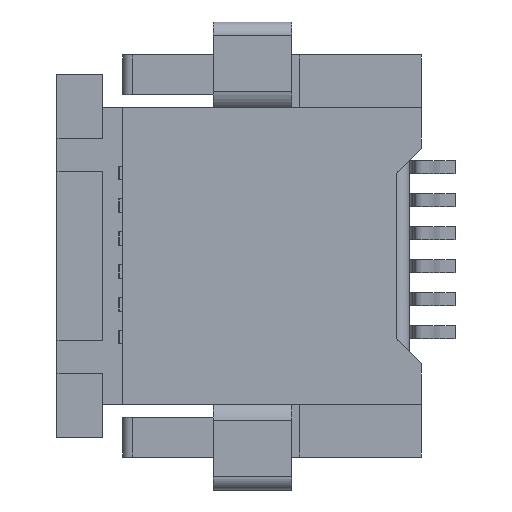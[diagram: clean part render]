
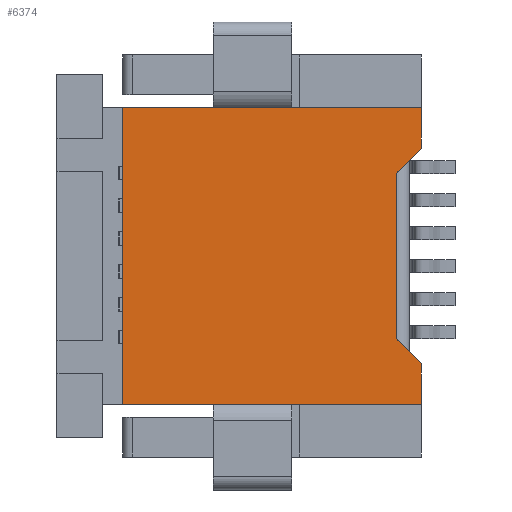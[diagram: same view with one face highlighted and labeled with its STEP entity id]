
A CAD part, front view. The second image highlights one B-rep face of the part: STEP entity #6374.
In plain terms, the highlighted planar face has unit normal (0, -1, 0).
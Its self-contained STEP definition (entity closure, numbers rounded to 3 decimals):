
#331 = VERTEX_POINT ( 'NONE', #1271 ) ;
#494 = VERTEX_POINT ( 'NONE', #4079 ) ;
#841 = VECTOR ( 'NONE', #5106, 1000. ) ;
#848 = DIRECTION ( 'NONE',  ( -0.707, 0., -0.707 ) ) ;
#1046 = ORIENTED_EDGE ( 'NONE', *, *, #2557, .F. ) ;
#1115 = DIRECTION ( 'NONE',  ( 1., 0., 0. ) ) ;
#1138 = LINE ( 'NONE', #3154, #841 ) ;
#1186 = LINE ( 'NONE', #3581, #2127 ) ;
#1271 = CARTESIAN_POINT ( 'NONE',  ( 5.188, 0.06, -4.304 ) ) ;
#1294 = VECTOR ( 'NONE', #6301, 1000. ) ;
#1352 = ORIENTED_EDGE ( 'NONE', *, *, #2288, .T. ) ;
#1358 = VERTEX_POINT ( 'NONE', #5100 ) ;
#1379 = LINE ( 'NONE', #2343, #1294 ) ;
#1508 = EDGE_CURVE ( 'NONE', #1358, #5124, #5993, .T. ) ;
#1711 = VECTOR ( 'NONE', #5533, 1000. ) ;
#1749 = LINE ( 'NONE', #6181, #5016 ) ;
#1756 = ORIENTED_EDGE ( 'NONE', *, *, #1508, .F. ) ;
#1872 = LINE ( 'NONE', #4767, #4896 ) ;
#2127 = VECTOR ( 'NONE', #1115, 1000. ) ;
#2288 = EDGE_CURVE ( 'NONE', #2752, #331, #2578, .T. ) ;
#2343 = CARTESIAN_POINT ( 'NONE',  ( 5.188, 0.06, -3.05 ) ) ;
#2364 = EDGE_LOOP ( 'NONE', ( #1352, #4094, #1046, #1756, #2450, #6148, #5691, #5012 ) ) ;
#2450 = ORIENTED_EDGE ( 'NONE', *, *, #6425, .F. ) ;
#2508 = DIRECTION ( 'NONE',  ( 0., 1., 0. ) ) ;
#2557 = EDGE_CURVE ( 'NONE', #5124, #2707, #1872, .T. ) ;
#2578 = LINE ( 'NONE', #6018, #1711 ) ;
#2707 = VERTEX_POINT ( 'NONE', #6346 ) ;
#2752 = VERTEX_POINT ( 'NONE', #5036 ) ;
#2793 = CARTESIAN_POINT ( 'NONE',  ( 5.571, 0.06, -0.8 ) ) ;
#2796 = EDGE_CURVE ( 'NONE', #6222, #4752, #4354, .T. ) ;
#3000 = DIRECTION ( 'NONE',  ( 0., 0., 1. ) ) ;
#3154 = CARTESIAN_POINT ( 'NONE',  ( 5.571, 0.06, -5.3 ) ) ;
#3253 = CARTESIAN_POINT ( 'NONE',  ( 5.571, 0.06, -1.413 ) ) ;
#3263 = DIRECTION ( 'NONE',  ( 1., 0., 0. ) ) ;
#3277 = DIRECTION ( 'NONE',  ( 0., 0., -1. ) ) ;
#3425 = AXIS2_PLACEMENT_3D ( 'NONE', #5477, #2508, #5948 ) ;
#3581 = CARTESIAN_POINT ( 'NONE',  ( 0.729, 0.06, -0.8 ) ) ;
#3957 = PLANE ( 'NONE',  #3425 ) ;
#4079 = CARTESIAN_POINT ( 'NONE',  ( 5.571, 0.06, -5.3 ) ) ;
#4094 = ORIENTED_EDGE ( 'NONE', *, *, #4783, .T. ) ;
#4354 = LINE ( 'NONE', #6010, #5593 ) ;
#4492 = EDGE_CURVE ( 'NONE', #494, #2752, #1138, .T. ) ;
#4717 = EDGE_CURVE ( 'NONE', #6222, #494, #1749, .T. ) ;
#4752 = VERTEX_POINT ( 'NONE', #5294 ) ;
#4767 = CARTESIAN_POINT ( 'NONE',  ( 5.571, 0.06, -1.413 ) ) ;
#4783 = EDGE_CURVE ( 'NONE', #331, #2707, #1379, .T. ) ;
#4896 = VECTOR ( 'NONE', #848, 1000. ) ;
#5012 = ORIENTED_EDGE ( 'NONE', *, *, #4492, .T. ) ;
#5016 = VECTOR ( 'NONE', #3263, 1000. ) ;
#5036 = CARTESIAN_POINT ( 'NONE',  ( 5.571, 0.06, -4.687 ) ) ;
#5100 = CARTESIAN_POINT ( 'NONE',  ( 5.571, 0.06, -0.8 ) ) ;
#5106 = DIRECTION ( 'NONE',  ( 0., 0., 1. ) ) ;
#5124 = VERTEX_POINT ( 'NONE', #3253 ) ;
#5294 = CARTESIAN_POINT ( 'NONE',  ( 1.036, 0.06, -0.8 ) ) ;
#5329 = FACE_OUTER_BOUND ( 'NONE', #2364, .T. ) ;
#5477 = CARTESIAN_POINT ( 'NONE',  ( 0.729, 0.06, -3.05 ) ) ;
#5533 = DIRECTION ( 'NONE',  ( -0.707, 0., 0.707 ) ) ;
#5593 = VECTOR ( 'NONE', #3000, 1000. ) ;
#5691 = ORIENTED_EDGE ( 'NONE', *, *, #4717, .T. ) ;
#5948 = DIRECTION ( 'NONE',  ( 0., 0., 1. ) ) ;
#5993 = LINE ( 'NONE', #2793, #6229 ) ;
#6010 = CARTESIAN_POINT ( 'NONE',  ( 1.036, 0.06, -3.953 ) ) ;
#6018 = CARTESIAN_POINT ( 'NONE',  ( 5.571, 0.06, -4.687 ) ) ;
#6148 = ORIENTED_EDGE ( 'NONE', *, *, #2796, .F. ) ;
#6181 = CARTESIAN_POINT ( 'NONE',  ( 0.729, 0.06, -5.3 ) ) ;
#6222 = VERTEX_POINT ( 'NONE', #6328 ) ;
#6229 = VECTOR ( 'NONE', #3277, 1000. ) ;
#6301 = DIRECTION ( 'NONE',  ( 0., 0., 1. ) ) ;
#6328 = CARTESIAN_POINT ( 'NONE',  ( 1.036, 0.06, -5.3 ) ) ;
#6346 = CARTESIAN_POINT ( 'NONE',  ( 5.188, 0.06, -1.796 ) ) ;
#6374 = ADVANCED_FACE ( 'NONE', ( #5329 ), #3957, .F. ) ;
#6425 = EDGE_CURVE ( 'NONE', #4752, #1358, #1186, .T. ) ;
